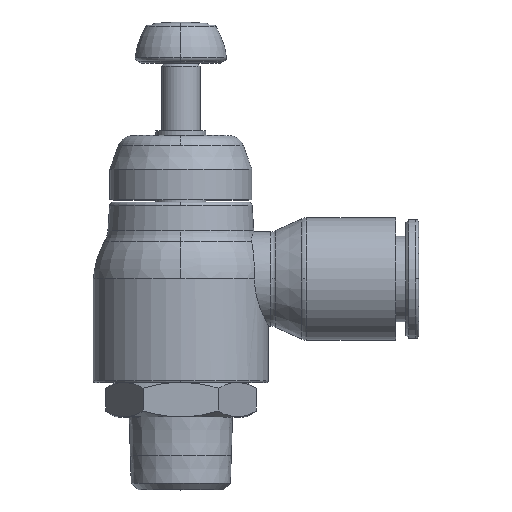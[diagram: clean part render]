
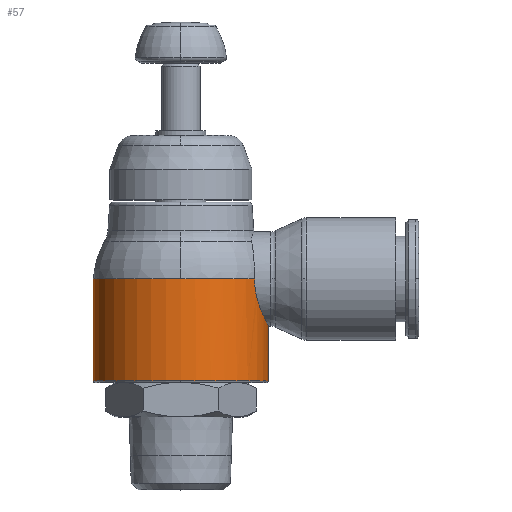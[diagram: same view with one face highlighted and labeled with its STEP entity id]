
A CAD part, top view. The second image highlights one B-rep face of the part: STEP entity #57.
In plain terms, the highlighted cylindrical face has radius 11.4 mm (diameter 22.801 mm), a partial arc.
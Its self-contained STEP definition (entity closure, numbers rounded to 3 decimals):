
#57=ADVANCED_FACE('',(#176),#177,.T.);
#176=FACE_OUTER_BOUND('',#403,.T.);
#177=CYLINDRICAL_SURFACE('',#404,11.4);
#403=EDGE_LOOP('',(#700,#701,#702,#703,#704,#705,#706));
#404=AXIS2_PLACEMENT_3D('',#707,#708,#709);
#700=ORIENTED_EDGE('',*,*,#1498,.F.);
#701=ORIENTED_EDGE('',*,*,#1499,.T.);
#702=ORIENTED_EDGE('',*,*,#1479,.T.);
#703=ORIENTED_EDGE('',*,*,#1500,.F.);
#704=ORIENTED_EDGE('',*,*,#1501,.T.);
#705=ORIENTED_EDGE('',*,*,#1495,.F.);
#706=ORIENTED_EDGE('',*,*,#1502,.F.);
#707=CARTESIAN_POINT('',(0.0,11.35,0.0));
#708=DIRECTION('',(0.0,1.0,0.0));
#709=DIRECTION('',(-1.0,0.0,0.0));
#1479=EDGE_CURVE('',#1757,#1763,#1765,.T.);
#1495=EDGE_CURVE('',#1793,#1796,#1797,.T.);
#1498=EDGE_CURVE('',#1801,#1802,#1803,.T.);
#1499=EDGE_CURVE('',#1801,#1757,#1804,.T.);
#1500=EDGE_CURVE('',#1805,#1763,#1806,.T.);
#1501=EDGE_CURVE('',#1805,#1796,#1807,.T.);
#1502=EDGE_CURVE('',#1802,#1793,#1808,.T.);
#1757=VERTEX_POINT('',#2185);
#1763=VERTEX_POINT('',#2191);
#1765=CIRCLE('',#2193,11.4);
#1793=VERTEX_POINT('',#2230);
#1796=VERTEX_POINT('',#2233);
#1797=CIRCLE('',#2234,11.4);
#1801=VERTEX_POINT('',#2245);
#1802=VERTEX_POINT('',#2246);
#1803=LINE('',#2247,#2248);
#1804=CIRCLE('',#2249,11.4);
#1805=VERTEX_POINT('',#2250);
#1806=LINE('',#2251,#2252);
#1807=B_SPLINE_CURVE_WITH_KNOTS('',3,(#2253,#2254,#2255,#2256,#2257,#2258,#2259,#2260,#2261,#2262,#2263,#2264,#2265,#2266,#2267,#2268,#2269,#2270,#2271,#2272,#2273,#2274,#2275,#2276,#2277,#2278,#2279,#2280,#2281,#2282,#2283,#2284,#2285,#2286,#2287,#2288,#2289,#2290,#2291),.UNSPECIFIED.,.F.,.F.,(4,3,2,2,2,2,2,2,2,2,2,2,2,2,2,2,2,2,4),(-1.186,0.0,1.186,2.372,3.557,4.743,5.925,7.106,8.287,9.468,10.65,11.831,13.012,14.194,15.379,16.565,17.751,18.937,20.123),.UNSPECIFIED.);
#1808=CIRCLE('',#2292,11.4);
#2185=CARTESIAN_POINT('',(0.,4.7,11.4));
#2191=CARTESIAN_POINT('',(11.4,4.7,0.));
#2193=AXIS2_PLACEMENT_3D('',#3193,#3194,#3195);
#2230=CARTESIAN_POINT('',(0.,18.0,11.4));
#2233=CARTESIAN_POINT('',(9.609,18.0,6.135));
#2234=AXIS2_PLACEMENT_3D('',#3234,#3235,#3236);
#2245=CARTESIAN_POINT('',(-11.4,4.7,0.0));
#2246=CARTESIAN_POINT('',(-11.4,18.0,0.));
#2247=CARTESIAN_POINT('',(-11.4,11.35,0.));
#2248=VECTOR('',#3240,1.0);
#2249=AXIS2_PLACEMENT_3D('',#3241,#3242,#3243);
#2250=CARTESIAN_POINT('',(11.4,11.865,0.));
#2251=CARTESIAN_POINT('',(11.4,11.35,0.));
#2252=VECTOR('',#3244,1.0);
#2253=CARTESIAN_POINT('',(9.684,19.2,-6.016));
#2254=CARTESIAN_POINT('',(9.634,18.8,-6.096));
#2255=CARTESIAN_POINT('',(9.609,18.395,-6.135));
#2256=CARTESIAN_POINT('',(9.609,18.0,-6.135));
#2257=CARTESIAN_POINT('',(9.609,17.605,-6.135));
#2258=CARTESIAN_POINT('',(9.634,17.2,-6.096));
#2259=CARTESIAN_POINT('',(9.733,16.4,-5.937));
#2260=CARTESIAN_POINT('',(9.807,16.005,-5.816));
#2261=CARTESIAN_POINT('',(9.987,15.253,-5.501));
#2262=CARTESIAN_POINT('',(10.093,14.895,-5.306));
#2263=CARTESIAN_POINT('',(10.316,14.233,-4.859));
#2264=CARTESIAN_POINT('',(10.432,13.93,-4.606));
#2265=CARTESIAN_POINT('',(10.653,13.395,-4.071));
#2266=CARTESIAN_POINT('',(10.765,13.142,-3.768));
#2267=CARTESIAN_POINT('',(10.974,12.695,-3.107));
#2268=CARTESIAN_POINT('',(11.071,12.499,-2.747));
#2269=CARTESIAN_POINT('',(11.231,12.184,-1.994));
#2270=CARTESIAN_POINT('',(11.295,12.063,-1.598));
#2271=CARTESIAN_POINT('',(11.38,11.904,-0.798));
#2272=CARTESIAN_POINT('',(11.4,11.865,-0.394));
#2273=CARTESIAN_POINT('',(11.4,11.865,0.394));
#2274=CARTESIAN_POINT('',(11.38,11.904,0.798));
#2275=CARTESIAN_POINT('',(11.295,12.063,1.598));
#2276=CARTESIAN_POINT('',(11.231,12.184,1.994));
#2277=CARTESIAN_POINT('',(11.071,12.499,2.747));
#2278=CARTESIAN_POINT('',(10.974,12.695,3.107));
#2279=CARTESIAN_POINT('',(10.765,13.142,3.768));
#2280=CARTESIAN_POINT('',(10.653,13.395,4.071));
#2281=CARTESIAN_POINT('',(10.432,13.93,4.606));
#2282=CARTESIAN_POINT('',(10.316,14.233,4.859));
#2283=CARTESIAN_POINT('',(10.093,14.895,5.306));
#2284=CARTESIAN_POINT('',(9.987,15.253,5.501));
#2285=CARTESIAN_POINT('',(9.807,16.005,5.816));
#2286=CARTESIAN_POINT('',(9.733,16.4,5.937));
#2287=CARTESIAN_POINT('',(9.634,17.2,6.096));
#2288=CARTESIAN_POINT('',(9.609,17.605,6.135));
#2289=CARTESIAN_POINT('',(9.609,18.395,6.135));
#2290=CARTESIAN_POINT('',(9.634,18.8,6.096));
#2291=CARTESIAN_POINT('',(9.684,19.2,6.016));
#2292=AXIS2_PLACEMENT_3D('',#3245,#3246,#3247);
#3193=CARTESIAN_POINT('',(0.0,4.7,0.0));
#3194=DIRECTION('',(0.0,1.0,0.0));
#3195=DIRECTION('',(-1.0,0.0,0.0));
#3234=CARTESIAN_POINT('',(0.0,18.0,0.0));
#3235=DIRECTION('',(0.0,1.0,0.0));
#3236=DIRECTION('',(-1.0,0.0,0.0));
#3240=DIRECTION('',(0.0,1.0,0.0));
#3241=CARTESIAN_POINT('',(0.0,4.7,0.0));
#3242=DIRECTION('',(0.0,1.0,0.0));
#3243=DIRECTION('',(-1.0,0.0,0.0));
#3244=DIRECTION('',(-0.0,-1.0,-0.0));
#3245=CARTESIAN_POINT('',(0.0,18.0,0.0));
#3246=DIRECTION('',(0.0,1.0,0.0));
#3247=DIRECTION('',(-1.0,0.0,0.0));
